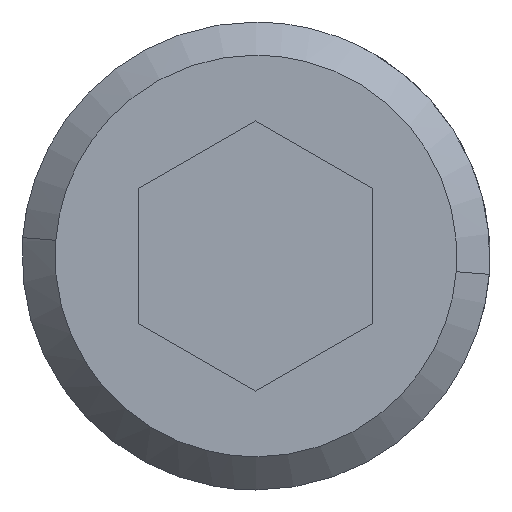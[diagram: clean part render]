
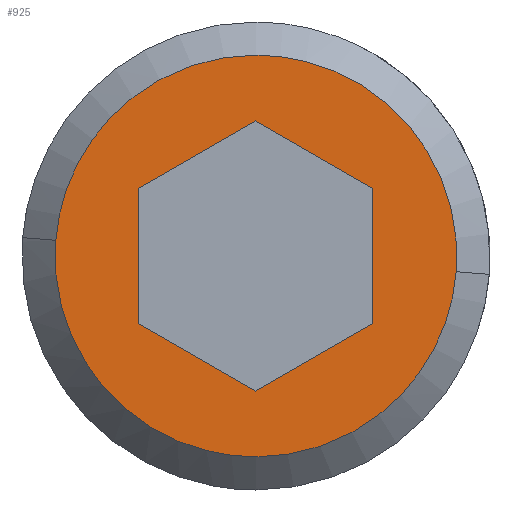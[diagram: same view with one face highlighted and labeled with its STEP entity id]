
A CAD part, front view. The second image highlights one B-rep face of the part: STEP entity #925.
In plain terms, the highlighted free-form (B-spline) face has degree [1, 1] with [2, 2] control points.
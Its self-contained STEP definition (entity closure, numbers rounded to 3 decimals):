
#265=CARTESIAN_POINT('',(5.134,-39.25,-0.404));
#266=VERTEX_POINT('',#265);
#272=CARTESIAN_POINT('',(0.0,-39.25,-5.15));
#273=VERTEX_POINT('',#272);
#274=CARTESIAN_POINT('',(0.0,-39.25,-5.15));
#275=CARTESIAN_POINT('',(4.761,-39.25,-5.15));
#276=CARTESIAN_POINT('',(5.134,-39.25,-0.404));
#284=(BOUNDED_CURVE()B_SPLINE_CURVE(2,(#274,#275,#276),.UNSPECIFIED.,.F.,.U.)B_SPLINE_CURVE_WITH_KNOTS((3,3),(0.0,0.236),.UNSPECIFIED.)CURVE()GEOMETRIC_REPRESENTATION_ITEM()RATIONAL_B_SPLINE_CURVE((1.0,0.723,0.97))REPRESENTATION_ITEM(''));
#285=EDGE_CURVE('',#273,#266,#284,.T.);
#287=CARTESIAN_POINT('',(-5.134,-39.25,0.404));
#288=VERTEX_POINT('',#287);
#289=CARTESIAN_POINT('',(-5.134,-39.25,0.404));
#290=CARTESIAN_POINT('',(-5.15,-39.25,0.202));
#291=CARTESIAN_POINT('',(-5.15,-39.25,0.));
#292=CARTESIAN_POINT('',(-5.15,-39.25,-5.15));
#293=CARTESIAN_POINT('',(0.0,-39.25,-5.15));
#301=(BOUNDED_CURVE()B_SPLINE_CURVE(2,(#289,#290,#291,#292,#293),.UNSPECIFIED.,.F.,.U.)B_SPLINE_CURVE_WITH_KNOTS((3,2,3),(0.736,0.75,1.0),.UNSPECIFIED.)CURVE()GEOMETRIC_REPRESENTATION_ITEM()RATIONAL_B_SPLINE_CURVE((0.97,0.984,1.0,0.707,1.0))REPRESENTATION_ITEM(''));
#302=EDGE_CURVE('',#288,#273,#301,.T.);
#408=CARTESIAN_POINT('',(0.0,-39.25,5.15));
#409=VERTEX_POINT('',#408);
#410=CARTESIAN_POINT('',(0.0,-39.25,5.15));
#411=CARTESIAN_POINT('',(-4.761,-39.25,5.15));
#412=CARTESIAN_POINT('',(-5.134,-39.25,0.404));
#420=(BOUNDED_CURVE()B_SPLINE_CURVE(2,(#410,#411,#412),.UNSPECIFIED.,.F.,.U.)B_SPLINE_CURVE_WITH_KNOTS((3,3),(0.5,0.736),.UNSPECIFIED.)CURVE()GEOMETRIC_REPRESENTATION_ITEM()RATIONAL_B_SPLINE_CURVE((1.0,0.723,0.97))REPRESENTATION_ITEM(''));
#421=EDGE_CURVE('',#409,#288,#420,.T.);
#423=CARTESIAN_POINT('',(5.134,-39.25,-0.404));
#424=CARTESIAN_POINT('',(5.15,-39.25,-0.202));
#425=CARTESIAN_POINT('',(5.15,-39.25,0.));
#426=CARTESIAN_POINT('',(5.15,-39.25,5.15));
#427=CARTESIAN_POINT('',(0.0,-39.25,5.15));
#435=(BOUNDED_CURVE()B_SPLINE_CURVE(2,(#423,#424,#425,#426,#427),.UNSPECIFIED.,.F.,.U.)B_SPLINE_CURVE_WITH_KNOTS((3,2,3),(0.236,0.25,0.5),.UNSPECIFIED.)CURVE()GEOMETRIC_REPRESENTATION_ITEM()RATIONAL_B_SPLINE_CURVE((0.97,0.984,1.0,0.707,1.0))REPRESENTATION_ITEM(''));
#436=EDGE_CURVE('',#266,#409,#435,.T.);
#779=CARTESIAN_POINT('',(3.0,-39.25,1.732));
#780=VERTEX_POINT('',#779);
#781=CARTESIAN_POINT('',(0.0,-39.25,3.464));
#782=VERTEX_POINT('',#781);
#783=CARTESIAN_POINT('',(3.0,-39.25,1.732));
#784=CARTESIAN_POINT('',(0.0,-39.25,3.464));
#785=QUASI_UNIFORM_CURVE('',1,(#783,#784),.UNSPECIFIED.,.F.,.U.);
#786=EDGE_CURVE('',#780,#782,#785,.T.);
#807=CARTESIAN_POINT('',(3.0,-39.25,-1.732));
#808=VERTEX_POINT('',#807);
#809=CARTESIAN_POINT('',(3.0,-39.25,-1.732));
#810=CARTESIAN_POINT('',(3.0,-39.25,1.732));
#811=QUASI_UNIFORM_CURVE('',1,(#809,#810),.UNSPECIFIED.,.F.,.U.);
#812=EDGE_CURVE('',#808,#780,#811,.T.);
#829=CARTESIAN_POINT('',(0.0,-39.25,-3.464));
#830=VERTEX_POINT('',#829);
#831=CARTESIAN_POINT('',(0.0,-39.25,-3.464));
#832=CARTESIAN_POINT('',(3.0,-39.25,-1.732));
#833=QUASI_UNIFORM_CURVE('',1,(#831,#832),.UNSPECIFIED.,.F.,.U.);
#834=EDGE_CURVE('',#830,#808,#833,.T.);
#851=CARTESIAN_POINT('',(-3.0,-39.25,-1.732));
#852=VERTEX_POINT('',#851);
#853=CARTESIAN_POINT('',(-3.0,-39.25,-1.732));
#854=CARTESIAN_POINT('',(0.0,-39.25,-3.464));
#855=QUASI_UNIFORM_CURVE('',1,(#853,#854),.UNSPECIFIED.,.F.,.U.);
#856=EDGE_CURVE('',#852,#830,#855,.T.);
#873=CARTESIAN_POINT('',(-3.0,-39.25,1.732));
#874=VERTEX_POINT('',#873);
#875=CARTESIAN_POINT('',(-3.0,-39.25,1.732));
#876=CARTESIAN_POINT('',(-3.0,-39.25,-1.732));
#877=QUASI_UNIFORM_CURVE('',1,(#875,#876),.UNSPECIFIED.,.F.,.U.);
#878=EDGE_CURVE('',#874,#852,#877,.T.);
#895=CARTESIAN_POINT('',(0.0,-39.25,3.464));
#896=CARTESIAN_POINT('',(-3.0,-39.25,1.732));
#897=QUASI_UNIFORM_CURVE('',1,(#895,#896),.UNSPECIFIED.,.F.,.U.);
#898=EDGE_CURVE('',#782,#874,#897,.T.);
#906=CARTESIAN_POINT('',(-5.663,-39.25,-5.664));
#907=CARTESIAN_POINT('',(-5.663,-39.25,5.664));
#908=CARTESIAN_POINT('',(5.663,-39.25,-5.664));
#909=CARTESIAN_POINT('',(5.663,-39.25,5.664));
#910=B_SPLINE_SURFACE_WITH_KNOTS('',1,1,((#906,#908),(#907,#909)),.UNSPECIFIED.,.F.,.F.,.U.,(2,2),(2,2),(0.0,11.329),(0.0,11.326),.UNSPECIFIED.);
#911=ORIENTED_EDGE('',*,*,#285,.T.);
#912=ORIENTED_EDGE('',*,*,#436,.T.);
#913=ORIENTED_EDGE('',*,*,#421,.T.);
#914=ORIENTED_EDGE('',*,*,#302,.T.);
#915=EDGE_LOOP('',(#911,#912,#913,#914));
#916=FACE_OUTER_BOUND('',#915,.T.);
#917=ORIENTED_EDGE('',*,*,#878,.F.);
#918=ORIENTED_EDGE('',*,*,#898,.F.);
#919=ORIENTED_EDGE('',*,*,#786,.F.);
#920=ORIENTED_EDGE('',*,*,#812,.F.);
#921=ORIENTED_EDGE('',*,*,#834,.F.);
#922=ORIENTED_EDGE('',*,*,#856,.F.);
#923=EDGE_LOOP('',(#917,#918,#919,#920,#921,#922));
#924=FACE_BOUND('',#923,.T.);
#925=ADVANCED_FACE('',(#916,#924),#910,.F.);
